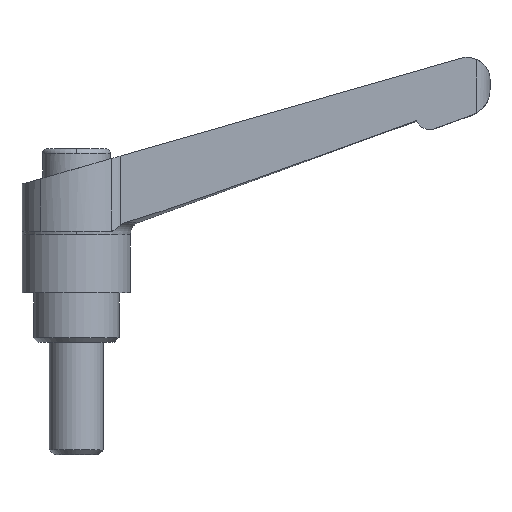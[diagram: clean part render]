
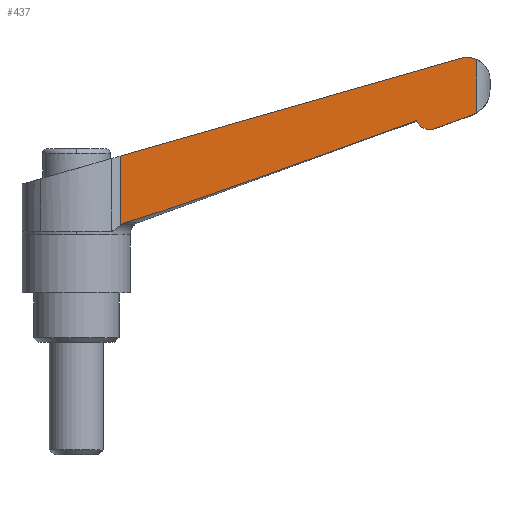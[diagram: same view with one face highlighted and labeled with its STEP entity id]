
A CAD part, top view. The second image highlights one B-rep face of the part: STEP entity #437.
In plain terms, the highlighted planar face has unit normal (0.035, 0, 0.999).
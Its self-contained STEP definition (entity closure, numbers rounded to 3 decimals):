
#287 = EDGE_CURVE( '', #403, #611, #775, .T. );
#291 = EDGE_CURVE( '', #345, #541, #779, .T. );
#345 = VERTEX_POINT( '', #838 );
#347 = VERTEX_POINT( '', #840 );
#403 = VERTEX_POINT( '', #900 );
#409 = EDGE_CURVE( '', #453, #345, #908, .T. );
#433 = EDGE_CURVE( '', #611, #453, #936, .T. );
#437 = ADVANCED_FACE( '', ( #940 ), #941, .F. );
#439 = VERTEX_POINT( '', #943 );
#453 = VERTEX_POINT( '', #958 );
#473 = EDGE_CURVE( '', #347, #439, #980, .T. );
#541 = VERTEX_POINT( '', #1054 );
#543 = EDGE_CURVE( '', #403, #643, #1056, .T. );
#605 = EDGE_CURVE( '', #679, #439, #1123, .T. );
#611 = VERTEX_POINT( '', #1129 );
#643 = VERTEX_POINT( '', #1165 );
#675 = EDGE_CURVE( '', #347, #643, #1204, .T. );
#679 = VERTEX_POINT( '', #1208 );
#681 = EDGE_CURVE( '', #541, #679, #1210, .T. );
#775 = B_SPLINE_CURVE_WITH_KNOTS( '', 3, ( #1313, #1314, #1315, #1316, #1317, #1318, #1319, #1320 ), .UNSPECIFIED., .F., .F., ( 4, 2, 2, 4 ), ( 5.64, 6.114, 6.671, 6.934 ), .UNSPECIFIED. );
#779 = ( B_SPLINE_CURVE( 2, ( #1325, #1326, #1327 ), .UNSPECIFIED., .F., .F. )B_SPLINE_CURVE_WITH_KNOTS( ( 3, 3 ), ( 0., 68.465 ), .UNSPECIFIED. )RATIONAL_B_SPLINE_CURVE( ( 1., 1.437, 1. ) )BOUNDED_CURVE(  )REPRESENTATION_ITEM( '' )GEOMETRIC_REPRESENTATION_ITEM(  )CURVE(  ) );
#838 = CARTESIAN_POINT( '', ( 75.749, 49.294, 6.156 ) );
#840 = CARTESIAN_POINT( '', ( 86.144, 63.321, 5.793 ) );
#900 = CARTESIAN_POINT( '', ( 89.079, 51.09, 5.69 ) );
#908 = B_SPLINE_CURVE_WITH_KNOTS( '', 3, ( #1548, #1549, #1550, #1551, #1552, #1553, #1554, #1555, #1556, #1557, #1558, #1559, #1560, #1561, #1562, #1563, #1564, #1565, #1566, #1567 ), .UNSPECIFIED., .F., .F., ( 4, 2, 2, 2, 2, 2, 2, 2, 2, 4 ), ( 3.468, 3.897, 4.456, 5.016, 5.576, 6.135, 6.693, 7.249, 7.805, 7.931 ), .UNSPECIFIED. );
#936 = ( B_SPLINE_CURVE( 2, ( #1614, #1615, #1616 ), .UNSPECIFIED., .F., .F. )B_SPLINE_CURVE_WITH_KNOTS( ( 3, 3 ), ( 0., 8.776 ), .UNSPECIFIED. )RATIONAL_B_SPLINE_CURVE( ( 1., 1.001, 1. ) )BOUNDED_CURVE(  )REPRESENTATION_ITEM( '' )GEOMETRIC_REPRESENTATION_ITEM(  )CURVE(  ) );
#940 = FACE_OUTER_BOUND( '', #1627, .T. );
#941 = PLANE( '', #1628 );
#943 = CARTESIAN_POINT( '', ( 9.729, 41.408, 8.461 ) );
#958 = CARTESIAN_POINT( '', ( 79.617, 47.501, 6.02 ) );
#980 = LINE( '', #1697, #1698 );
#1054 = CARTESIAN_POINT( '', ( 11.158, 26.718, 8.411 ) );
#1056 = LINE( '', #1816, #1817 );
#1123 = LINE( '', #1943, #1944 );
#1129 = CARTESIAN_POINT( '', ( 87.864, 50.488, 5.732 ) );
#1165 = CARTESIAN_POINT( '', ( 89.079, 62.824, 5.69 ) );
#1204 = B_SPLINE_CURVE_WITH_KNOTS( '', 3, ( #2068, #2069, #2070, #2071, #2072, #2073, #2074, #2075, #2076, #2077, #2078, #2079 ), .UNSPECIFIED., .F., .F., ( 4, 2, 2, 2, 2, 4 ), ( 20.959, 21.341, 22.273, 23.205, 24.136, 24.506 ), .UNSPECIFIED. );
#1208 = CARTESIAN_POINT( '', ( 9.729, 26.036, 8.461 ) );
#1210 = B_SPLINE_CURVE_WITH_KNOTS( '', 3, ( #2087, #2088, #2089, #2090, #2091, #2092, #2093, #2094 ), .UNSPECIFIED., .F., .F., ( 4, 2, 2, 4 ), ( 6.098, 6.378, 7.098, 7.598 ), .UNSPECIFIED. );
#1313 = CARTESIAN_POINT( '', ( 89.079, 51.09, 5.69 ) );
#1314 = CARTESIAN_POINT( '', ( 88.934, 50.997, 5.695 ) );
#1315 = CARTESIAN_POINT( '', ( 88.786, 50.91, 5.7 ) );
#1316 = CARTESIAN_POINT( '', ( 88.462, 50.738, 5.712 ) );
#1317 = CARTESIAN_POINT( '', ( 88.285, 50.656, 5.718 ) );
#1318 = CARTESIAN_POINT( '', ( 88.033, 50.551, 5.727 ) );
#1319 = CARTESIAN_POINT( '', ( 87.95, 50.519, 5.729 ) );
#1320 = CARTESIAN_POINT( '', ( 87.864, 50.488, 5.732 ) );
#1325 = CARTESIAN_POINT( '', ( 75.749, 49.294, 6.156 ) );
#1326 = CARTESIAN_POINT( '', ( 21.189, 29.557, 8.061 ) );
#1327 = CARTESIAN_POINT( '', ( 11.158, 26.718, 8.411 ) );
#1548 = CARTESIAN_POINT( '', ( 79.617, 47.501, 6.02 ) );
#1549 = CARTESIAN_POINT( '', ( 79.478, 47.451, 6.025 ) );
#1550 = CARTESIAN_POINT( '', ( 79.327, 47.408, 6.031 ) );
#1551 = CARTESIAN_POINT( '', ( 78.975, 47.338, 6.043 ) );
#1552 = CARTESIAN_POINT( '', ( 78.772, 47.32, 6.05 ) );
#1553 = CARTESIAN_POINT( '', ( 78.398, 47.32, 6.063 ) );
#1554 = CARTESIAN_POINT( '', ( 78.195, 47.338, 6.07 ) );
#1555 = CARTESIAN_POINT( '', ( 77.796, 47.418, 6.084 ) );
#1556 = CARTESIAN_POINT( '', ( 77.6, 47.478, 6.091 ) );
#1557 = CARTESIAN_POINT( '', ( 77.256, 47.621, 6.103 ) );
#1558 = CARTESIAN_POINT( '', ( 77.075, 47.715, 6.109 ) );
#1559 = CARTESIAN_POINT( '', ( 76.737, 47.94, 6.121 ) );
#1560 = CARTESIAN_POINT( '', ( 76.58, 48.07, 6.126 ) );
#1561 = CARTESIAN_POINT( '', ( 76.317, 48.332, 6.136 ) );
#1562 = CARTESIAN_POINT( '', ( 76.187, 48.488, 6.14 ) );
#1563 = CARTESIAN_POINT( '', ( 75.962, 48.824, 6.148 ) );
#1564 = CARTESIAN_POINT( '', ( 75.867, 49.004, 6.151 ) );
#1565 = CARTESIAN_POINT( '', ( 75.78, 49.213, 6.154 ) );
#1566 = CARTESIAN_POINT( '', ( 75.764, 49.253, 6.155 ) );
#1567 = CARTESIAN_POINT( '', ( 75.749, 49.294, 6.156 ) );
#1614 = CARTESIAN_POINT( '', ( 87.864, 50.488, 5.732 ) );
#1615 = CARTESIAN_POINT( '', ( 83.539, 48.921, 5.883 ) );
#1616 = CARTESIAN_POINT( '', ( 79.617, 47.501, 6.02 ) );
#1627 = EDGE_LOOP( '', ( #2396, #2397, #2398, #2399, #2400, #2401, #2402, #2403, #2404 ) );
#1628 = AXIS2_PLACEMENT_3D( '', #2405, #2406, #2407 );
#1697 = CARTESIAN_POINT( '', ( -7.353, 36.509, 9.057 ) );
#1698 = VECTOR( '', #2449, 1. );
#1816 = CARTESIAN_POINT( '', ( 89.079, 0., 5.69 ) );
#1817 = VECTOR( '', #2532, 1. );
#1943 = CARTESIAN_POINT( '', ( 9.729, 0., 8.461 ) );
#1944 = VECTOR( '', #2598, 1. );
#2068 = CARTESIAN_POINT( '', ( 85.423, 63.171, 5.818 ) );
#2069 = CARTESIAN_POINT( '', ( 85.555, 63.209, 5.813 ) );
#2070 = CARTESIAN_POINT( '', ( 85.69, 63.241, 5.808 ) );
#2071 = CARTESIAN_POINT( '', ( 86.158, 63.334, 5.792 ) );
#2072 = CARTESIAN_POINT( '', ( 86.497, 63.365, 5.78 ) );
#2073 = CARTESIAN_POINT( '', ( 87.118, 63.365, 5.759 ) );
#2074 = CARTESIAN_POINT( '', ( 87.457, 63.334, 5.747 ) );
#2075 = CARTESIAN_POINT( '', ( 88.121, 63.203, 5.723 ) );
#2076 = CARTESIAN_POINT( '', ( 88.446, 63.101, 5.712 ) );
#2077 = CARTESIAN_POINT( '', ( 88.847, 62.936, 5.698 ) );
#2078 = CARTESIAN_POINT( '', ( 88.963, 62.883, 5.694 ) );
#2079 = CARTESIAN_POINT( '', ( 89.079, 62.824, 5.69 ) );
#2087 = CARTESIAN_POINT( '', ( 11.158, 26.718, 8.411 ) );
#2088 = CARTESIAN_POINT( '', ( 11.063, 26.692, 8.414 ) );
#2089 = CARTESIAN_POINT( '', ( 10.971, 26.663, 8.418 ) );
#2090 = CARTESIAN_POINT( '', ( 10.657, 26.553, 8.429 ) );
#2091 = CARTESIAN_POINT( '', ( 10.415, 26.448, 8.437 ) );
#2092 = CARTESIAN_POINT( '', ( 10.025, 26.236, 8.451 ) );
#2093 = CARTESIAN_POINT( '', ( 9.871, 26.138, 8.456 ) );
#2094 = CARTESIAN_POINT( '', ( 9.729, 26.036, 8.461 ) );
#2396 = ORIENTED_EDGE( '', *, *, #473, .T. );
#2397 = ORIENTED_EDGE( '', *, *, #605, .F. );
#2398 = ORIENTED_EDGE( '', *, *, #681, .F. );
#2399 = ORIENTED_EDGE( '', *, *, #291, .F. );
#2400 = ORIENTED_EDGE( '', *, *, #409, .F. );
#2401 = ORIENTED_EDGE( '', *, *, #433, .F. );
#2402 = ORIENTED_EDGE( '', *, *, #287, .F. );
#2403 = ORIENTED_EDGE( '', *, *, #543, .T. );
#2404 = ORIENTED_EDGE( '', *, *, #675, .F. );
#2405 = CARTESIAN_POINT( '', ( 9.729, 0., 8.461 ) );
#2406 = DIRECTION( '', ( -0.035, 0., -0.999 ) );
#2407 = DIRECTION( '', ( -0.999, 0., 0.035 ) );
#2449 = DIRECTION( '', ( -0.961, -0.275, 0.034 ) );
#2532 = DIRECTION( '', ( 0., 1., 0. ) );
#2598 = DIRECTION( '', ( 0., 1., 0. ) );
